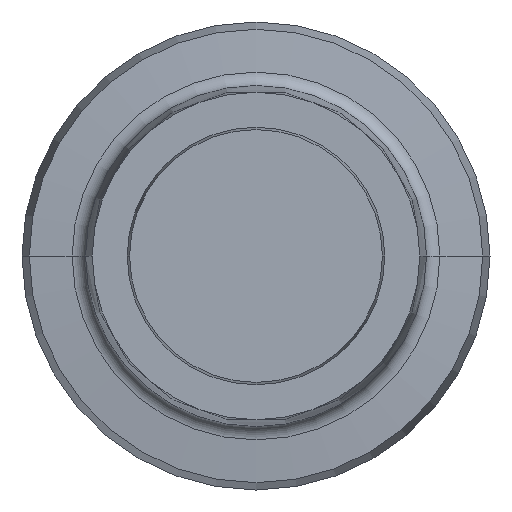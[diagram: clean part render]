
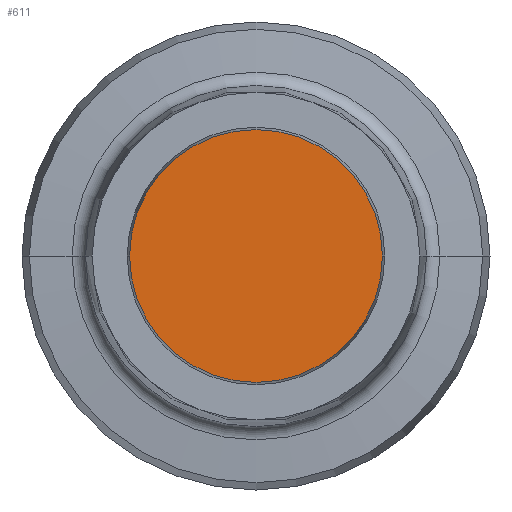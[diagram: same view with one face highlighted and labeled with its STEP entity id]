
A CAD part, left-side view. The second image highlights one B-rep face of the part: STEP entity #611.
In plain terms, the highlighted planar face has unit normal (-1, 0, 0).
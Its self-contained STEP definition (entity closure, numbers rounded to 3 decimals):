
#166=CARTESIAN_POINT('',(-20.,0.,0.));
#167=DIRECTION('',(-1.,0.,0.));
#168=DIRECTION('',(0.,1.,0.));
#169=AXIS2_PLACEMENT_3D('',#166,#167,#168);
#171=CARTESIAN_POINT('',(-20.,0.,0.));
#172=DIRECTION('',(1.,0.,0.));
#173=DIRECTION('',(0.,1.,0.));
#174=AXIS2_PLACEMENT_3D('',#171,#172,#173);
#290=CARTESIAN_POINT('',(-20.,4.323,0.));
#292=VERTEX_POINT('',#290);
#302=CARTESIAN_POINT('',(-20.,-4.323,0.));
#304=VERTEX_POINT('',#302);
#602=CARTESIAN_POINT('',(-20.,0.,0.));
#603=DIRECTION('',(1.,0.,0.));
#604=DIRECTION('',(0.,-1.,0.));
#605=AXIS2_PLACEMENT_3D('',#602,#603,#604);
#606=PLANE('',#605);
#607=ORIENTED_EDGE('',*,*,#595,.F.);
#608=ORIENTED_EDGE('',*,*,#584,.T.);
#609=EDGE_LOOP('',(#607,#608));
#610=FACE_OUTER_BOUND('',#609,.F.);
#611=ADVANCED_FACE('',(#610),#606,.F.);
#170=CIRCLE('',#169,4.323);
#175=CIRCLE('',#174,4.323);
#584=EDGE_CURVE('',#292,#304,#175,.T.);
#595=EDGE_CURVE('',#292,#304,#170,.T.);
